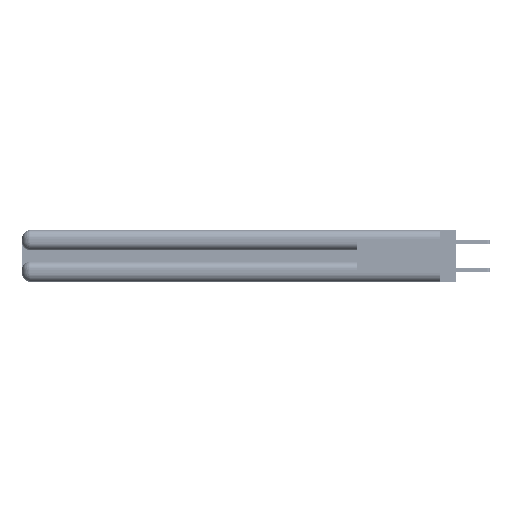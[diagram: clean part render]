
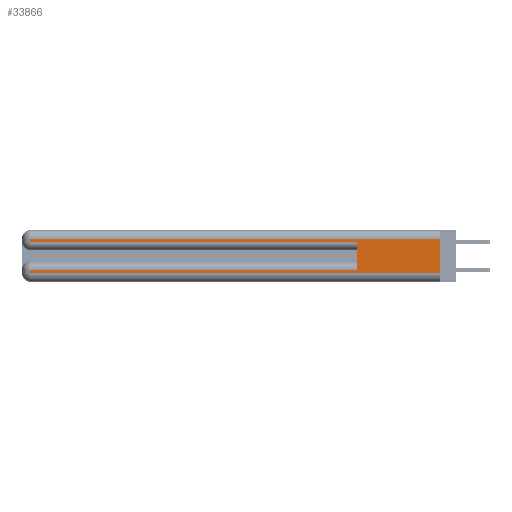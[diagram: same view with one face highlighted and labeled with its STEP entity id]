
A CAD part, left-side view. The second image highlights one B-rep face of the part: STEP entity #33866.
In plain terms, the highlighted planar face has unit normal (-1, 0, 0).
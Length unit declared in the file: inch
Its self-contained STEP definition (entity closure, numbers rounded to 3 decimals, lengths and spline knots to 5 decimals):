
#64 = CARTESIAN_POINT ( 'NONE',  ( 0., 0., 0.06 ) ) ;
#916 = DIRECTION ( 'NONE',  ( 0., 1., 0. ) ) ;
#1187 = VECTOR ( 'NONE', #52602, 39.37008 ) ;
#1808 = EDGE_CURVE ( 'NONE', #18125, #7489, #8005, .T. ) ;
#2854 = VERTEX_POINT ( 'NONE', #20793 ) ;
#2896 = ORIENTED_EDGE ( 'NONE', *, *, #21473, .T. ) ;
#5568 = LINE ( 'NONE', #17387, #12826 ) ;
#5727 = ORIENTED_EDGE ( 'NONE', *, *, #7174, .T. ) ;
#5877 = VECTOR ( 'NONE', #12600, 39.37008 ) ;
#6719 = PLANE ( 'NONE',  #39448 ) ;
#6954 = CARTESIAN_POINT ( 'NONE',  ( 0., 0.6, 0.285 ) ) ;
#7048 = DIRECTION ( 'NONE',  ( 0., 1., 0. ) ) ;
#7174 = EDGE_CURVE ( 'NONE', #40838, #7489, #31499, .T. ) ;
#7489 = VERTEX_POINT ( 'NONE', #6954 ) ;
#8005 = LINE ( 'NONE', #25766, #24491 ) ;
#8010 = LINE ( 'NONE', #26698, #32366 ) ;
#10177 = CARTESIAN_POINT ( 'NONE',  ( 0., 0., 0.37 ) ) ;
#11496 = FACE_OUTER_BOUND ( 'NONE', #49814, .T. ) ;
#11719 = VERTEX_POINT ( 'NONE', #37556 ) ;
#12600 = DIRECTION ( 'NONE',  ( 0., -1., 0. ) ) ;
#12826 = VECTOR ( 'NONE', #7048, 39.37008 ) ;
#13066 = DIRECTION ( 'NONE',  ( 0., -1., 0. ) ) ;
#13698 = DIRECTION ( 'NONE',  ( 0., 0., -1. ) ) ;
#14091 = EDGE_CURVE ( 'NONE', #41647, #40838, #31516, .T. ) ;
#16383 = EDGE_CURVE ( 'NONE', #51845, #41033, #50586, .T. ) ;
#17387 = CARTESIAN_POINT ( 'NONE',  ( 0., 0., 0.31 ) ) ;
#18125 = VERTEX_POINT ( 'NONE', #48631 ) ;
#18184 = ORIENTED_EDGE ( 'NONE', *, *, #51850, .F. ) ;
#20793 = CARTESIAN_POINT ( 'NONE',  ( 0., 0., 0.31 ) ) ;
#21473 = EDGE_CURVE ( 'NONE', #18125, #11719, #8010, .T. ) ;
#21994 = DIRECTION ( 'NONE',  ( 0., 0., -1. ) ) ;
#22748 = VECTOR ( 'NONE', #13698, 39.37008 ) ;
#23662 = DIRECTION ( 'NONE',  ( 0., 0., -1. ) ) ;
#24491 = VECTOR ( 'NONE', #50901, 39.37008 ) ;
#24635 = CARTESIAN_POINT ( 'NONE',  ( 0., 2.94, 0.285 ) ) ;
#25766 = CARTESIAN_POINT ( 'NONE',  ( 0., 0.6, 0.145 ) ) ;
#26234 = VECTOR ( 'NONE', #21994, 39.37008 ) ;
#26698 = CARTESIAN_POINT ( 'NONE',  ( 0., 0., 0.085 ) ) ;
#27153 = DIRECTION ( 'NONE',  ( 1., 0., 0. ) ) ;
#29412 = ORIENTED_EDGE ( 'NONE', *, *, #14091, .T. ) ;
#30002 = CARTESIAN_POINT ( 'NONE',  ( 0., 0., 0.285 ) ) ;
#30467 = CARTESIAN_POINT ( 'NONE',  ( 0., 2.94, 0.37 ) ) ;
#31499 = LINE ( 'NONE', #30002, #49832 ) ;
#31516 = LINE ( 'NONE', #30467, #26234 ) ;
#32366 = VECTOR ( 'NONE', #916, 39.37008 ) ;
#33866 = ADVANCED_FACE ( 'NONE', ( #11496 ), #6719, .F. ) ;
#34429 = EDGE_CURVE ( 'NONE', #2854, #41647, #5568, .T. ) ;
#35379 = CARTESIAN_POINT ( 'NONE',  ( 0., 2.94, 0.06 ) ) ;
#37302 = ORIENTED_EDGE ( 'NONE', *, *, #16383, .T. ) ;
#37394 = LINE ( 'NONE', #10177, #1187 ) ;
#37556 = CARTESIAN_POINT ( 'NONE',  ( 0., 2.94, 0.085 ) ) ;
#38872 = CARTESIAN_POINT ( 'NONE',  ( 0., 2.94, 0.37 ) ) ;
#39448 = AXIS2_PLACEMENT_3D ( 'NONE', #48418, #27153, #23662 ) ;
#40838 = VERTEX_POINT ( 'NONE', #24635 ) ;
#41033 = VERTEX_POINT ( 'NONE', #43356 ) ;
#41097 = LINE ( 'NONE', #38872, #22748 ) ;
#41647 = VERTEX_POINT ( 'NONE', #48296 ) ;
#43016 = ORIENTED_EDGE ( 'NONE', *, *, #1808, .F. ) ;
#43356 = CARTESIAN_POINT ( 'NONE',  ( 0., 0., 0.06 ) ) ;
#46733 = ORIENTED_EDGE ( 'NONE', *, *, #34429, .T. ) ;
#47417 = EDGE_CURVE ( 'NONE', #11719, #51845, #41097, .T. ) ;
#48296 = CARTESIAN_POINT ( 'NONE',  ( 0., 2.94, 0.31 ) ) ;
#48418 = CARTESIAN_POINT ( 'NONE',  ( 0., 0., 0.37 ) ) ;
#48631 = CARTESIAN_POINT ( 'NONE',  ( 0., 0.6, 0.085 ) ) ;
#49814 = EDGE_LOOP ( 'NONE', ( #18184, #46733, #29412, #5727, #43016, #2896, #53072, #37302 ) ) ;
#49832 = VECTOR ( 'NONE', #13066, 39.37008 ) ;
#50586 = LINE ( 'NONE', #64, #5877 ) ;
#50901 = DIRECTION ( 'NONE',  ( 0., 0., 1. ) ) ;
#51845 = VERTEX_POINT ( 'NONE', #35379 ) ;
#51850 = EDGE_CURVE ( 'NONE', #2854, #41033, #37394, .T. ) ;
#52602 = DIRECTION ( 'NONE',  ( 0., 0., -1. ) ) ;
#53072 = ORIENTED_EDGE ( 'NONE', *, *, #47417, .T. ) ;
